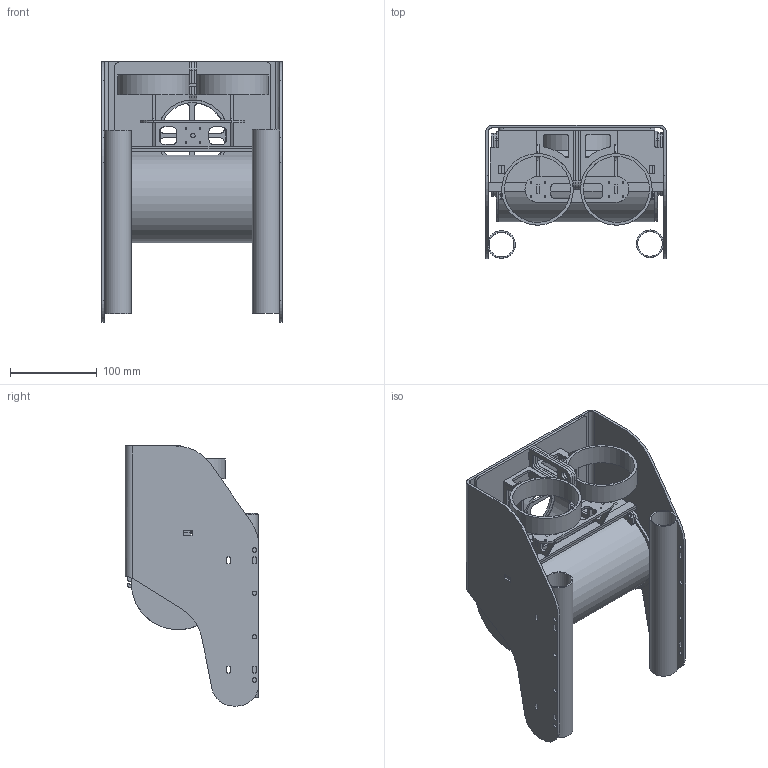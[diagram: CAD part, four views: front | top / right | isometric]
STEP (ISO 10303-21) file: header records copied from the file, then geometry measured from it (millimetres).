
FILE_DESCRIPTION(('COnverted to step by Nils J Steinsund - njsteinsund.com'),'2;1');
FILE_NAME('OpenROV_Dev_Assy.stp','2012-07-19T20:11:11',('Eric Stackpole'),('OpenROV'),'Autodesk Inventor 2012','Autodesk Inventor 2012','');
FILE_SCHEMA(('AUTOMOTIVE_DESIGN { 1 0 10303 214 1 1 1 1 }'));
Length unit declared in the file: millimetre
Products named in the file (31): OpenROV_Dev_Assy; OpenROV_Dev_Bulkhead; OpenROV_Dev_Shroud_Brace_Mount; OpenROV_Dev_Vertical_Motor_Mount; OpenROV_Dev_Horizontal_Motor_Mount; OpenROV_Dev_Electronics_Tube_Brace; OpenROV_Dev_Shroud_Brace; OpenROV_Dev_Handle; OpenROV_Dev_Top_Plate; OpenROV_Dev_Bulkhead_Brace; OpenROV_Dev_Shell; OpenROV_Dev_Vertical_Thruster_Guard; OpenROV_Dev_Electronics_Tube; OpenROV_Dev_EChassis; OpenROV_Dev_EChassis_Main_Plate; OpenROV_Dev_EChassis_Blinder; OpenROV_Dev_EChassis_Servo_Plate; OpenROV_Dev_EChassis_Plug_Mount; OpenROV_Dev_EChassis_Seperator; OpenROV_Dev_EChassis_Pivot_Plate; OpenROV_Dev_EChassis_Light_Plate; OpenROV_Dev_EChassis_Horz_Blinder; OpenROV_Dev_Port_EndCap; OpenROV_Dev_EndCap_90; OpenROV_Dev_EndCap_94; OpenROV_Dev_EndCap_108; OpenROV_Dev_EndCap_Wire_Guide; OpenROV_Dev_EndCap_Wire Guide_Cover; OpenROV_Dev_Starbord_EndCap; OpenROV_Dev_Prop_Shroud; OpenROV_Dev_Battery_Tube
Assembly tree (54 placements, depth 3):
  OpenROV_Dev_Assy
    OpenROV_Dev_Bulkhead
    OpenROV_Dev_Shroud_Brace_Mount  x2
    OpenROV_Dev_Vertical_Motor_Mount
    OpenROV_Dev_Horizontal_Motor_Mount
    OpenROV_Dev_Electronics_Tube_Brace  x4
    OpenROV_Dev_Shroud_Brace
    OpenROV_Dev_Handle  x3
    OpenROV_Dev_Top_Plate
    OpenROV_Dev_Bulkhead_Brace
    OpenROV_Dev_Shell
    OpenROV_Dev_Vertical_Thruster_Guard
    OpenROV_Dev_Electronics_Tube
    OpenROV_Dev_EChassis
      OpenROV_Dev_EChassis_Main_Plate
      OpenROV_Dev_EChassis_Blinder  x2
      OpenROV_Dev_EChassis_Servo_Plate
      OpenROV_Dev_EChassis_Plug_Mount
      OpenROV_Dev_EChassis_Seperator  x2
      OpenROV_Dev_EChassis_Pivot_Plate
      OpenROV_Dev_EChassis_Light_Plate  x2
      OpenROV_Dev_EChassis_Horz_Blinder  x2
    OpenROV_Dev_Port_EndCap
      OpenROV_Dev_EndCap_90  x2
      OpenROV_Dev_EndCap_94  x3
      OpenROV_Dev_EndCap_108
      OpenROV_Dev_EndCap_Wire_Guide
      OpenROV_Dev_EndCap_Wire Guide_Cover
    OpenROV_Dev_Starbord_EndCap
      OpenROV_Dev_EndCap_90  x2
      OpenROV_Dev_EndCap_94  x3
      OpenROV_Dev_EndCap_108
      OpenROV_Dev_EndCap_Wire_Guide
      OpenROV_Dev_EndCap_Wire Guide_Cover
    OpenROV_Dev_Prop_Shroud  x3
    OpenROV_Dev_Battery_Tube  x2
Bounding box: 208.15 x 154.07 x 300 mm (x, y, z)
Volume: 1089051.1 mm3; surface area: 831553.6 mm2
Topology: 51 solids, 51 shells, 1417 faces, 3941 edges, 2626 vertices
Faces by surface type: plane 941, cylinder 474, bspline 2
Full cylindrical faces by diameter (mm): 2 x12, 2.2 x2, 5 x12, 9.18 x12, 10 x3, 20 x14, 28.57 x2, 31.75 x2, 76.2 x3, 82.55 x4, 90 x4, 94 x6, 95 x1, 101 x1
Entity records: 33477 total; most frequent: CARTESIAN_POINT 5752, DIRECTION 5568, ORIENTED_EDGE 5528, EDGE_CURVE 2764, VECTOR 2100, LINE 2100, VERTEX_POINT 1870, AXIS2_PLACEMENT_3D 1734
